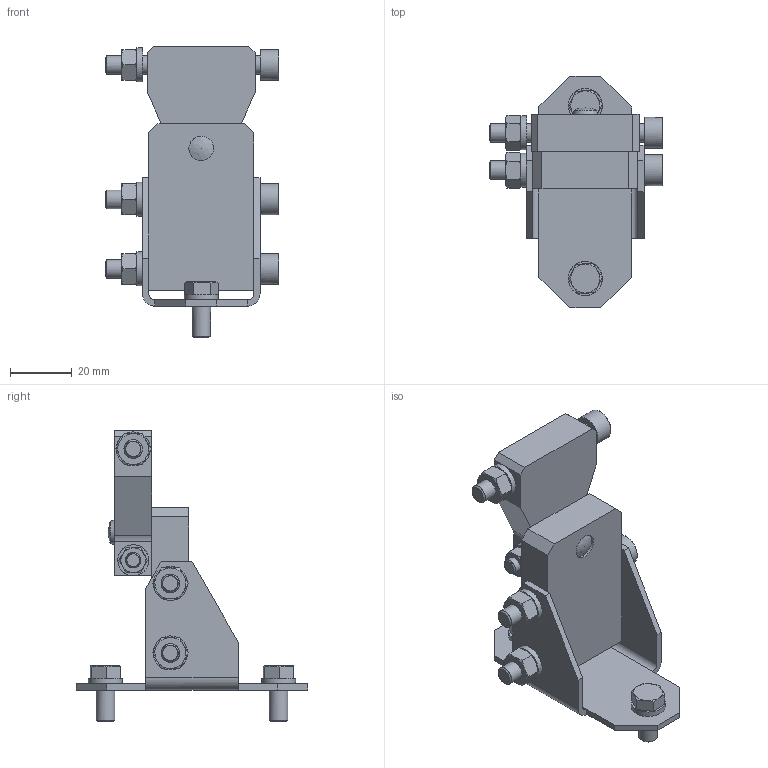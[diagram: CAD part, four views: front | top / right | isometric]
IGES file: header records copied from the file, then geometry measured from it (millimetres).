
Global section: file name: ST-DM_Deviating_mirrors_stand_alone_mounting_kit.igs; preprocessor: I-DEAS 3D IGES Translator 13; date: 20110923.121105; units: millimetre
Bounding box: 56 x 75 x 94.2 mm (x, y, z)
Volume: 43604.7 mm3; surface area: 32325.3 mm2
Topology: 15 solids, 15 shells, 288 faces, 961 edges, 776 vertices
Faces by surface type: bspline 288
